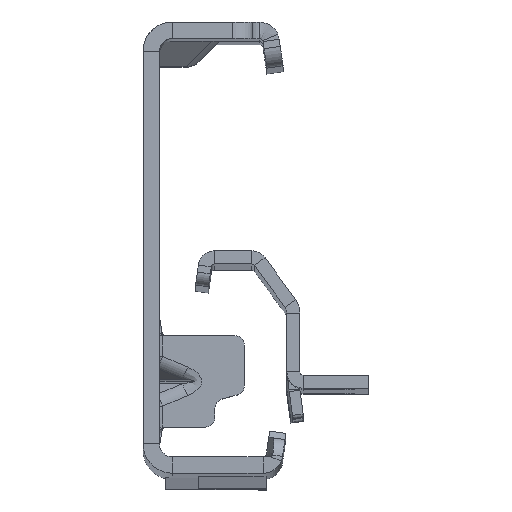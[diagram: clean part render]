
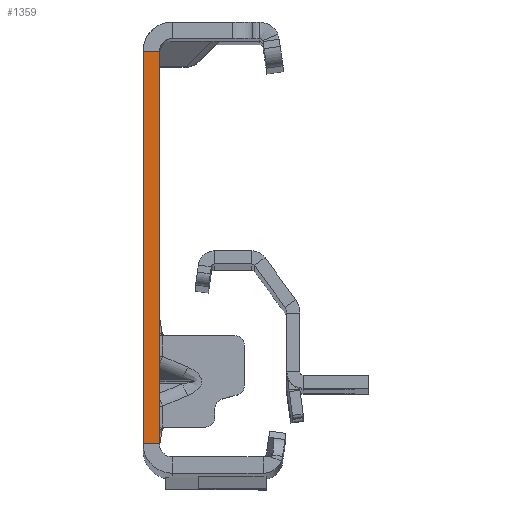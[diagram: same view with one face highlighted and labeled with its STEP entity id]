
A CAD part, top view. The second image highlights one B-rep face of the part: STEP entity #1359.
In plain terms, the highlighted planar face has unit normal (0, 0, 1).
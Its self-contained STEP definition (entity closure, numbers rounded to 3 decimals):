
#1359 = ADVANCED_FACE ( 'NONE', ( #19612 ), #46570, .T. ) ;
#3104 = CARTESIAN_POINT ( 'NONE',  ( 0., 30., 0. ) ) ;
#6007 = CARTESIAN_POINT ( 'NONE',  ( -2.5, -30., 0. ) ) ;
#6072 = VERTEX_POINT ( 'NONE', #3104 ) ;
#6373 = VECTOR ( 'NONE', #14344, 1000. ) ;
#6574 = ORIENTED_EDGE ( 'NONE', *, *, #46630, .F. ) ;
#6735 = LINE ( 'NONE', #37854, #6373 ) ;
#6933 = VECTOR ( 'NONE', #12897, 1000. ) ;
#8353 = EDGE_CURVE ( 'NONE', #47019, #37061, #6735, .T. ) ;
#11964 = DIRECTION ( 'NONE',  ( 1., 0., 0. ) ) ;
#12897 = DIRECTION ( 'NONE',  ( 0., -1., 0. ) ) ;
#13498 = EDGE_CURVE ( 'NONE', #6072, #20755, #13966, .T. ) ;
#13966 = LINE ( 'NONE', #14490, #33780 ) ;
#14011 = DIRECTION ( 'NONE',  ( 0., -1., 0. ) ) ;
#14344 = DIRECTION ( 'NONE',  ( -1., 0., 0. ) ) ;
#14490 = CARTESIAN_POINT ( 'NONE',  ( 0., 30., 0. ) ) ;
#15131 = ORIENTED_EDGE ( 'NONE', *, *, #8353, .F. ) ;
#16112 = ORIENTED_EDGE ( 'NONE', *, *, #47980, .T. ) ;
#17818 = CARTESIAN_POINT ( 'NONE',  ( 0., -32., 0. ) ) ;
#18029 = DIRECTION ( 'NONE',  ( -1., 0., 0. ) ) ;
#19612 = FACE_OUTER_BOUND ( 'NONE', #39978, .T. ) ;
#20755 = VERTEX_POINT ( 'NONE', #42009 ) ;
#21663 = AXIS2_PLACEMENT_3D ( 'NONE', #42321, #45827, #11964 ) ;
#22061 = CARTESIAN_POINT ( 'NONE',  ( 0., -30., 0. ) ) ;
#23000 = VECTOR ( 'NONE', #14011, 1000. ) ;
#31291 = ORIENTED_EDGE ( 'NONE', *, *, #13498, .T. ) ;
#33780 = VECTOR ( 'NONE', #18029, 1000. ) ;
#37061 = VERTEX_POINT ( 'NONE', #6007 ) ;
#37854 = CARTESIAN_POINT ( 'NONE',  ( 0., -30., 0. ) ) ;
#39978 = EDGE_LOOP ( 'NONE', ( #6574, #31291, #16112, #15131 ) ) ;
#42009 = CARTESIAN_POINT ( 'NONE',  ( -2.5, 30., 0. ) ) ;
#42321 = CARTESIAN_POINT ( 'NONE',  ( -2.5, -32., 0. ) ) ;
#42747 = CARTESIAN_POINT ( 'NONE',  ( -2.5, -32., 0. ) ) ;
#42987 = LINE ( 'NONE', #42747, #6933 ) ;
#45827 = DIRECTION ( 'NONE',  ( 0., 0., 1. ) ) ;
#46570 = PLANE ( 'NONE',  #21663 ) ;
#46630 = EDGE_CURVE ( 'NONE', #6072, #47019, #49101, .T. ) ;
#47019 = VERTEX_POINT ( 'NONE', #22061 ) ;
#47980 = EDGE_CURVE ( 'NONE', #20755, #37061, #42987, .T. ) ;
#49101 = LINE ( 'NONE', #17818, #23000 ) ;
